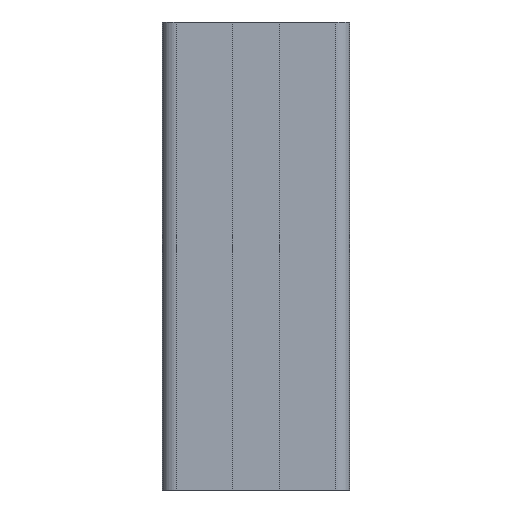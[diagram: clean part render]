
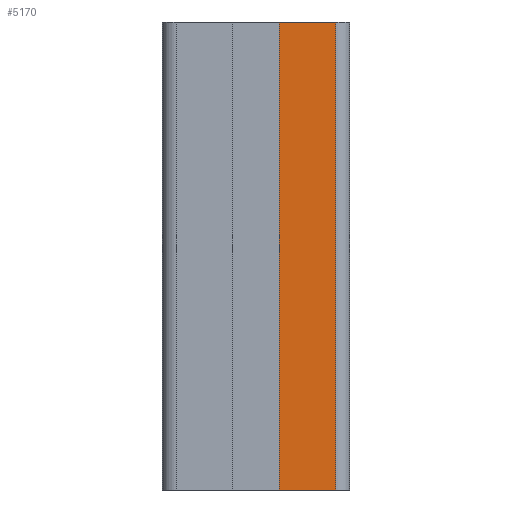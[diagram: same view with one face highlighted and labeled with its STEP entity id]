
A CAD part, left-side view. The second image highlights one B-rep face of the part: STEP entity #5170.
In plain terms, the highlighted planar face has unit normal (-1, 0, 0).
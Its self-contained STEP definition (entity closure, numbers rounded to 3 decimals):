
#169=PLANE('',#5496);
#404=FACE_OUTER_BOUND('',#658,.T.);
#658=EDGE_LOOP('',(#4093,#4094,#4095,#4096));
#1202=LINE('',#7970,#1862);
#1204=LINE('',#7976,#1864);
#1205=LINE('',#7978,#1865);
#1206=LINE('',#7979,#1866);
#1862=VECTOR('',#6494,10.);
#1864=VECTOR('',#6500,10.);
#1865=VECTOR('',#6501,10.);
#1866=VECTOR('',#6502,10.);
#2519=VERTEX_POINT('',#7966);
#2521=VERTEX_POINT('',#7969);
#2523=VERTEX_POINT('',#7975);
#2524=VERTEX_POINT('',#7977);
#3179=EDGE_CURVE('',#2521,#2519,#1202,.T.);
#3182=EDGE_CURVE('',#2519,#2523,#1204,.T.);
#3183=EDGE_CURVE('',#2524,#2523,#1205,.T.);
#3184=EDGE_CURVE('',#2524,#2521,#1206,.T.);
#4093=ORIENTED_EDGE('',*,*,#3179,.T.);
#4094=ORIENTED_EDGE('',*,*,#3182,.T.);
#4095=ORIENTED_EDGE('',*,*,#3183,.F.);
#4096=ORIENTED_EDGE('',*,*,#3184,.T.);
#5170=ADVANCED_FACE('',(#404),#169,.F.);
#5496=AXIS2_PLACEMENT_3D('',#7974,#6498,#6499);
#6494=DIRECTION('',(0.,0.,1.));
#6498=DIRECTION('center_axis',(1.,0.,0.));
#6499=DIRECTION('ref_axis',(0.,1.,0.));
#6500=DIRECTION('',(0.,1.,0.));
#6501=DIRECTION('',(0.,0.,1.));
#6502=DIRECTION('',(0.,-1.,0.));
#7966=CARTESIAN_POINT('',(-80.,-17.,50.));
#7969=CARTESIAN_POINT('',(-80.,-17.,-50.));
#7970=CARTESIAN_POINT('',(-80.,-17.,0.));
#7974=CARTESIAN_POINT('Origin',(-80.,-20.,0.));
#7975=CARTESIAN_POINT('',(-80.,-5.,50.));
#7976=CARTESIAN_POINT('',(-80.,-20.,50.));
#7977=CARTESIAN_POINT('',(-80.,-5.,-50.));
#7978=CARTESIAN_POINT('',(-80.,-5.,0.));
#7979=CARTESIAN_POINT('',(-80.,-20.,-50.));
